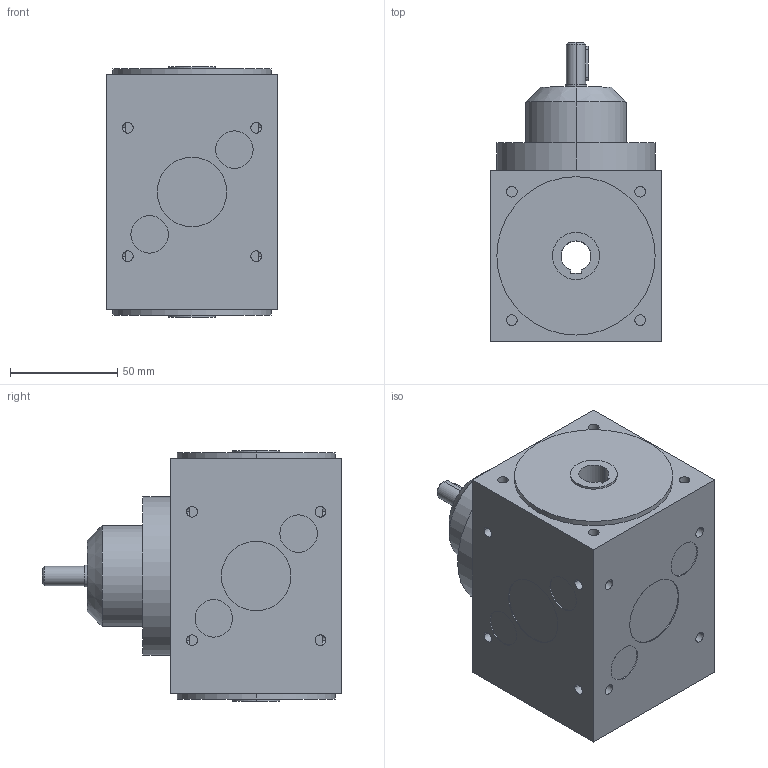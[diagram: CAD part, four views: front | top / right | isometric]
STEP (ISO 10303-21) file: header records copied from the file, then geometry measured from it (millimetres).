
FILE_DESCRIPTION(('OneSpaceDesigner STEP Export'),'2;1');
FILE_NAME('HW-00-4.1-INT.stp','2005-01-10T13:19:13',(''),(''),'OneSpace Designer STEP processor (Jan. 2003) for AP214(CD)(Solid Model)','OneSpace Designer 12.01C 26-Mar-2004 (C) CoCreate Software GmbH','');
FILE_SCHEMA(('AUTOMOTIVE_DESIGN_CC2 {1 2 10303 214 -1 1 5 1}'));
Length unit declared in the file: millimetre
Products named in the file (2): HW-00-4.1-INT
Assembly tree (1 placements, depth 2):
  HW-00-4.1-INT
    HW-00-4.1-INT
Bounding box: 80 x 140 x 117 mm (x, y, z)
Volume: 799337.3 mm3; surface area: 65103.3 mm2
Topology: 1 solids, 1 shells, 157 faces, 356 edges, 228 vertices
Faces by surface type: cylinder 96, plane 57, cone 4
Entity records: 4082 total; most frequent: CARTESIAN_POINT 932, ORIENTED_EDGE 712, DIRECTION 550, EDGE_CURVE 356, VERTEX_POINT 228, AXIS2_PLACEMENT_3D 204, EDGE_LOOP 202, FACE_OUTER_BOUND 157
